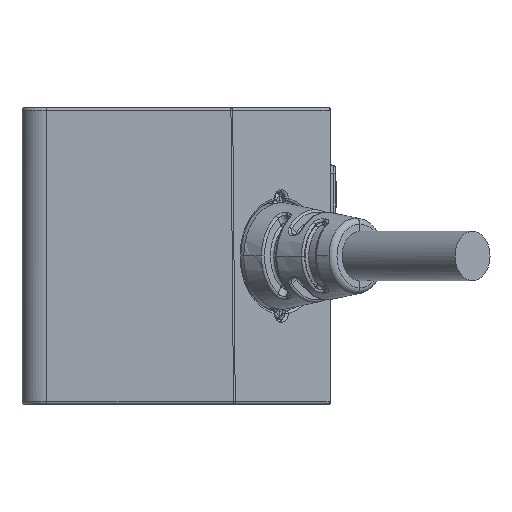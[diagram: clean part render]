
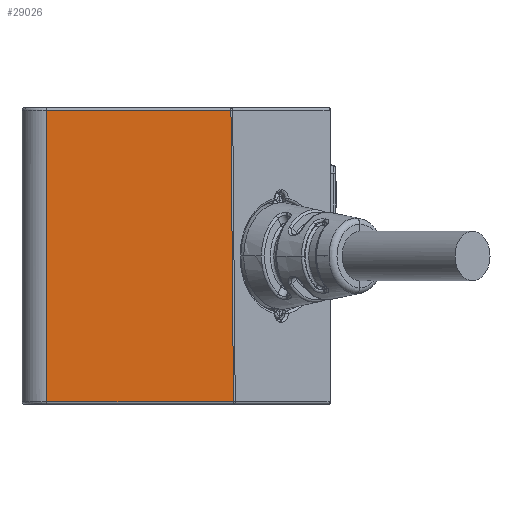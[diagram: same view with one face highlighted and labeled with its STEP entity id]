
A CAD part, left-side view. The second image highlights one B-rep face of the part: STEP entity #29026.
In plain terms, the highlighted planar face has unit normal (-1, 0, -0.009).
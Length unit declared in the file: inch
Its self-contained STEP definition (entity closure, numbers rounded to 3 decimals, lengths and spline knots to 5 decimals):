
#1434 = VERTEX_POINT ( 'NONE', #41998 ) ;
#2064 = ORIENTED_EDGE ( 'NONE', *, *, #37234, .T. ) ;
#2793 = LINE ( 'NONE', #10135, #39030 ) ;
#3238 = DIRECTION ( 'NONE',  ( 1., 0., 0.009 ) ) ;
#4778 = EDGE_CURVE ( 'NONE', #20434, #1434, #48735, .T. ) ;
#10135 = CARTESIAN_POINT ( 'NONE',  ( -0.85796, 0.41339, -0.46464 ) ) ;
#10472 = VECTOR ( 'NONE', #32538, 39.37008 ) ;
#10921 = CARTESIAN_POINT ( 'NONE',  ( -0.85796, 0.41339, -0.46464 ) ) ;
#12761 = VERTEX_POINT ( 'NONE', #10921 ) ;
#13515 = EDGE_CURVE ( 'NONE', #12761, #1434, #2793, .T. ) ;
#14250 = CARTESIAN_POINT ( 'NONE',  ( -0.86607, 0.41339, 0.4645 ) ) ;
#15744 = DIRECTION ( 'NONE',  ( 0.009, 0., -1. ) ) ;
#16009 = CARTESIAN_POINT ( 'NONE',  ( -0.86607, -0.17397, 0.4645 ) ) ;
#17742 = EDGE_CURVE ( 'NONE', #41364, #12761, #39564, .T. ) ;
#18787 = DIRECTION ( 'NONE',  ( 0., -1., 0. ) ) ;
#20434 = VERTEX_POINT ( 'NONE', #45649 ) ;
#21440 = ORIENTED_EDGE ( 'NONE', *, *, #13515, .T. ) ;
#22162 = ORIENTED_EDGE ( 'NONE', *, *, #4778, .F. ) ;
#22586 = ORIENTED_EDGE ( 'NONE', *, *, #17742, .T. ) ;
#27635 = VECTOR ( 'NONE', #15744, 39.37008 ) ;
#27882 = FACE_OUTER_BOUND ( 'NONE', #50391, .T. ) ;
#27928 = CARTESIAN_POINT ( 'NONE',  ( -0.86607, 0.41339, 0.4645 ) ) ;
#29026 = ADVANCED_FACE ( 'NONE', ( #27882 ), #31955, .F. ) ;
#29642 = LINE ( 'NONE', #46113, #34099 ) ;
#31679 = CARTESIAN_POINT ( 'NONE',  ( -0.86202, 0.11565, -0.00007 ) ) ;
#31955 = PLANE ( 'NONE',  #46667 ) ;
#32538 = DIRECTION ( 'NONE',  ( 0.009, -0.009, -1. ) ) ;
#34099 = VECTOR ( 'NONE', #42080, 39.37008 ) ;
#37234 = EDGE_CURVE ( 'NONE', #20434, #41364, #29642, .T. ) ;
#39030 = VECTOR ( 'NONE', #18787, 39.37008 ) ;
#39564 = LINE ( 'NONE', #27928, #27635 ) ;
#41364 = VERTEX_POINT ( 'NONE', #14250 ) ;
#41998 = CARTESIAN_POINT ( 'NONE',  ( -0.85796, -0.18208, -0.46464 ) ) ;
#42080 = DIRECTION ( 'NONE',  ( 0., 1., 0. ) ) ;
#45649 = CARTESIAN_POINT ( 'NONE',  ( -0.86607, -0.17397, 0.4645 ) ) ;
#46113 = CARTESIAN_POINT ( 'NONE',  ( -0.86607, -0.17397, 0.4645 ) ) ;
#46667 = AXIS2_PLACEMENT_3D ( 'NONE', #31679, #3238, #48143 ) ;
#48143 = DIRECTION ( 'NONE',  ( 0., -1., 0. ) ) ;
#48735 = LINE ( 'NONE', #16009, #10472 ) ;
#50391 = EDGE_LOOP ( 'NONE', ( #22162, #2064, #22586, #21440 ) ) ;
